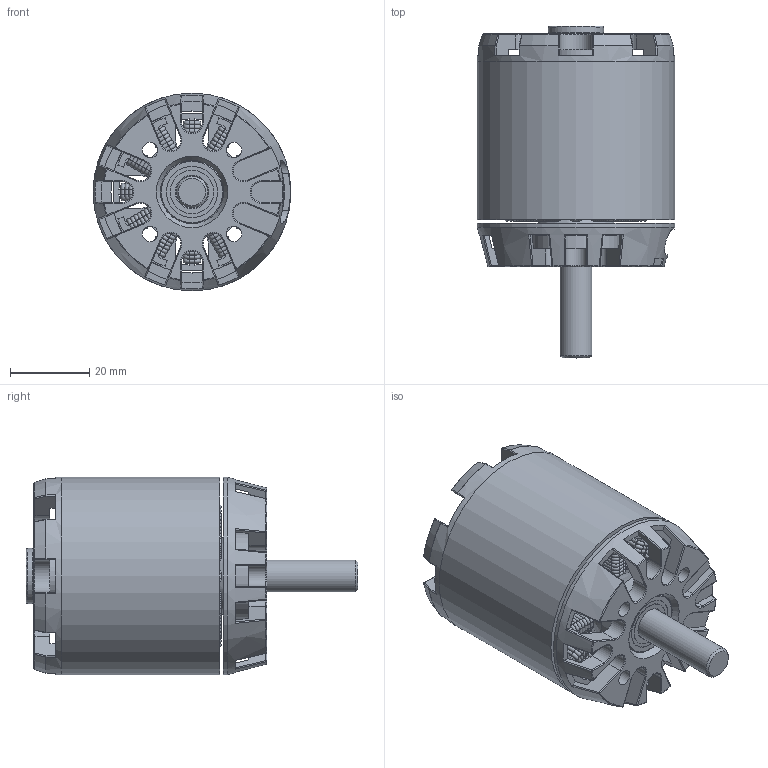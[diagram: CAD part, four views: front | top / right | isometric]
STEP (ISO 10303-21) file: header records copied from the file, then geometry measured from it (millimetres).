
FILE_DESCRIPTION(/* description */ (''),/* implementation_level */ '2;1');
FILE_NAME(/* name */ 'Cheap 5065.step',/* time_stamp */ '2024-01-06T17:33:20Z',/* author */ (''),/* organization */ (''),/* preprocessor_version */ 'ST-DEVELOPER v20',/* originating_system */ 'Autodesk Translation Framework v12.14.0.127',/* authorisation */ '');
FILE_SCHEMA (('AUTOMOTIVE_DESIGN { 1 0 10303 214 3 1 1 }'));
Length unit declared in the file: millimetre
Products named in the file (8): Cheap 5065; Stator Base; Stator; Coils; Copper Coil; 7804K117_Stainless Steel Ball Bearing; Shaft; Rotor
Assembly tree (26 placements, depth 4):
  Cheap 5065
    Stator Base
    Stator
      Coils  x12
        Copper Coil
    7804K117_Stainless Steel Ball Bearing  x2
    Shaft
    Rotor
Bounding box: 50 x 84 x 50 mm (x, y, z)
Volume: 66400.3 mm3; surface area: 71448.1 mm2
Topology: 133 solids, 133 shells, 1278 faces, 2845 edges, 1565 vertices
Faces by surface type: cylinder 553, torus 438, plane 144, sphere 80, bspline 40, cone 23
Full cylindrical faces by diameter (mm): 1 x384, 3 x4, 4 x4, 8 x4, 11.033 x8, 12 x2, 12.967 x8, 14 x2, 16 x4, 22 x1, 41 x2, 47 x1, 50 x3
Entity records: 16674 total; most frequent: CARTESIAN_POINT 4465, DIRECTION 2658, ORIENTED_EDGE 2446, EDGE_CURVE 1223, AXIS2_PLACEMENT_3D 1084, VERTEX_POINT 755, CIRCLE 607, EDGE_LOOP 522
